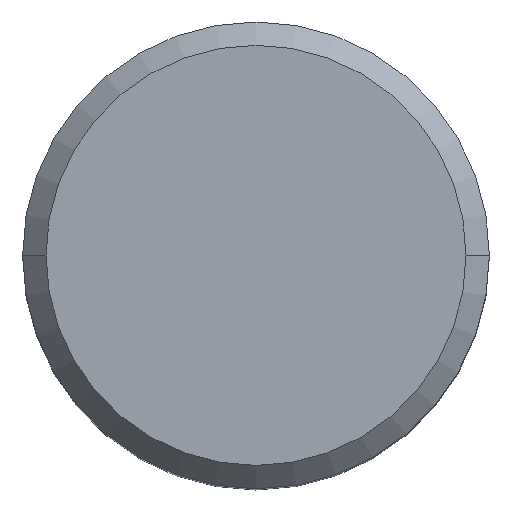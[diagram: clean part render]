
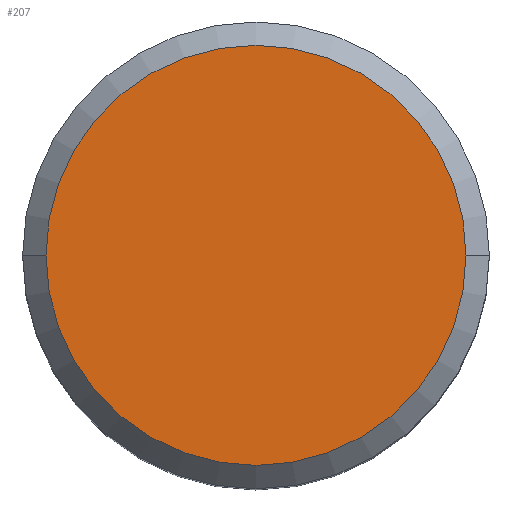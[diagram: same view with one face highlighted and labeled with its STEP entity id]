
A CAD part, top view. The second image highlights one B-rep face of the part: STEP entity #207.
In plain terms, the highlighted planar face has unit normal (0, 0, 1).
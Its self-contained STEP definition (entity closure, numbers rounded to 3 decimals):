
#12 = CARTESIAN_POINT ( 'NONE',  ( 0., 0., 0. ) ) ;
#15 = DIRECTION ( 'NONE',  ( 1., 0., 0. ) ) ;
#16 = DIRECTION ( 'NONE',  ( 0., 0., 1. ) ) ;
#30 = CARTESIAN_POINT ( 'NONE',  ( 0., 0., 0. ) ) ;
#78 = DIRECTION ( 'NONE',  ( 1., 0., 0. ) ) ;
#85 = DIRECTION ( 'NONE',  ( 0., 0., 1. ) ) ;
#102 = VERTEX_POINT ( 'NONE', #414 ) ;
#115 = VERTEX_POINT ( 'NONE', #419 ) ;
#139 = EDGE_LOOP ( 'NONE', ( #179, #161 ) ) ;
#161 = ORIENTED_EDGE ( 'NONE', *, *, #256, .T. ) ;
#179 = ORIENTED_EDGE ( 'NONE', *, *, #236, .T. ) ;
#207 = ADVANCED_FACE ( 'NONE', ( #474 ), #352, .T. ) ;
#215 = CIRCLE ( 'NONE', #493, 4.5 ) ;
#236 = EDGE_CURVE ( 'NONE', #102, #115, #215, .T. ) ;
#256 = EDGE_CURVE ( 'NONE', #115, #102, #271, .T. ) ;
#271 = CIRCLE ( 'NONE', #481, 4.5 ) ;
#349 = DIRECTION ( 'NONE',  ( 1., 0., 0. ) ) ;
#350 = DIRECTION ( 'NONE',  ( 0., 0., 1. ) ) ;
#351 = CARTESIAN_POINT ( 'NONE',  ( 0., 0., 0. ) ) ;
#352 = PLANE ( 'NONE',  #446 ) ;
#414 = CARTESIAN_POINT ( 'NONE',  ( -4.5, 0., 0. ) ) ;
#419 = CARTESIAN_POINT ( 'NONE',  ( 4.5, 0., 0. ) ) ;
#446 = AXIS2_PLACEMENT_3D ( 'NONE', #351, #350, #349 ) ;
#474 = FACE_OUTER_BOUND ( 'NONE', #139, .T. ) ;
#481 = AXIS2_PLACEMENT_3D ( 'NONE', #30, #16, #15 ) ;
#493 = AXIS2_PLACEMENT_3D ( 'NONE', #12, #85, #78 ) ;
